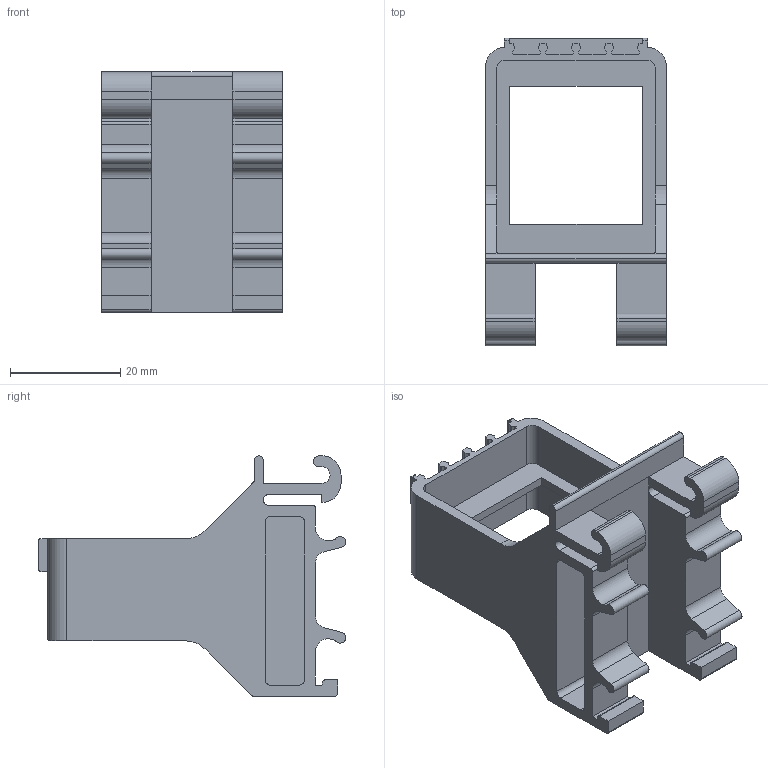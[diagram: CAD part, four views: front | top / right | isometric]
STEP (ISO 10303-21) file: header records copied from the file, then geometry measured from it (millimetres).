
FILE_DESCRIPTION(('CATIA V5 STEP Exchange','CAx-IF Rec.Pracs.--- Model Styling and Organization---1.2---2011-12-15'),'2;1');
FILE_NAME ('D1454514_0_1690130000_1690130000.stp','2018-09-20T18:00:10+00:00',('none'),('Weidmueller'),'CATIA Version 5-6 Release 2014','CATIA V5 STEP AP214','none');
FILE_SCHEMA(('AUTOMOTIVE_DESIGN { 1 0 10303 214 1 1 1 1 }'));
Length unit declared in the file: millimetre
Products named in the file (1): 1690130000
Bounding box: 32.9 x 55.9 x 43.7 mm (x, y, z)
Volume: 11493.7 mm3; surface area: 12892.2 mm2
Topology: 1 solids, 1 shells, 193 faces, 583 edges, 394 vertices
Faces by surface type: plane 135, cylinder 58
Entity records: 6200 total; most frequent: CARTESIAN_POINT 1187, ORIENTED_EDGE 1166, DIRECTION 835, EDGE_CURVE 583, VECTOR 452, LINE 452, VERTEX_POINT 394, AXIS2_PLACEMENT_3D 253
